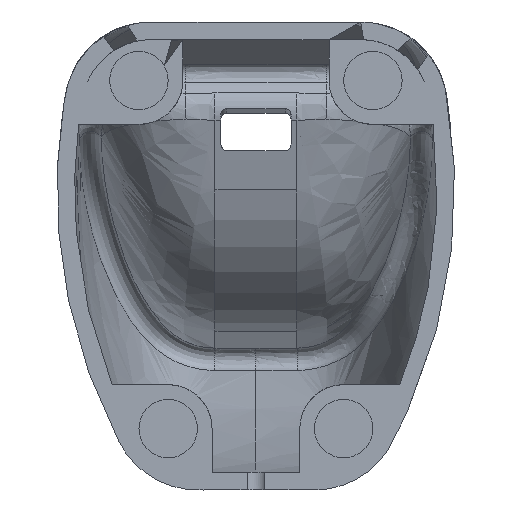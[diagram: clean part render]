
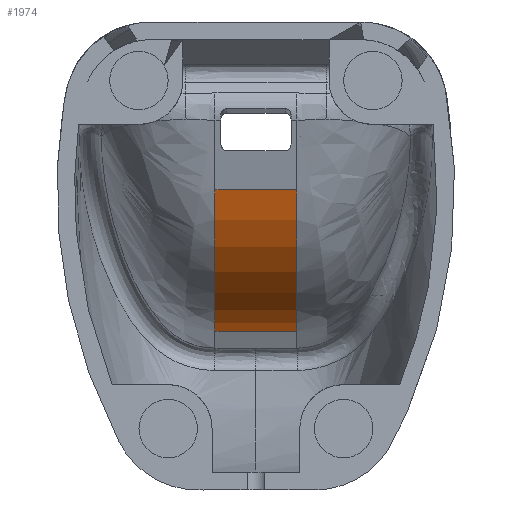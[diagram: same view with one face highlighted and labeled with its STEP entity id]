
A CAD part, front view. The second image highlights one B-rep face of the part: STEP entity #1974.
In plain terms, the highlighted cylindrical face has radius 33.25 mm (diameter 66.5 mm), a partial arc.
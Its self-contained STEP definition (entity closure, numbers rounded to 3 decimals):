
#59=CYLINDRICAL_SURFACE('',#2110,33.25);
#71=LINE('',#4893,#135);
#96=LINE('',#6511,#160);
#135=VECTOR('',#2162,10.);
#160=VECTOR('',#2227,10.);
#312=FACE_OUTER_BOUND('',#427,.T.);
#427=EDGE_LOOP('',(#1710,#1711,#1712,#1713));
#456=CIRCLE('',#2005,33.25);
#457=CIRCLE('',#2007,33.25);
#738=VERTEX_POINT('',#4823);
#739=VERTEX_POINT('',#4825);
#744=VERTEX_POINT('',#4891);
#750=VERTEX_POINT('',#5392);
#953=EDGE_CURVE('',#739,#738,#456,.T.);
#960=EDGE_CURVE('',#744,#738,#71,.T.);
#968=EDGE_CURVE('',#750,#744,#457,.T.);
#1021=EDGE_CURVE('',#750,#739,#96,.T.);
#1710=ORIENTED_EDGE('',*,*,#960,.F.);
#1711=ORIENTED_EDGE('',*,*,#968,.F.);
#1712=ORIENTED_EDGE('',*,*,#1021,.T.);
#1713=ORIENTED_EDGE('',*,*,#953,.T.);
#1974=ADVANCED_FACE('',(#312),#59,.T.);
#2005=AXIS2_PLACEMENT_3D('',#4826,#2156,#2157);
#2007=AXIS2_PLACEMENT_3D('',#5394,#2164,#2165);
#2110=AXIS2_PLACEMENT_3D('',#15870,#2420,#2421);
#2156=DIRECTION('center_axis',(1.,0.,0.));
#2157=DIRECTION('ref_axis',(0.,-0.966,-0.259));
#2162=DIRECTION('',(-1.,0.,0.));
#2164=DIRECTION('center_axis',(1.,0.,0.));
#2165=DIRECTION('ref_axis',(0.,-0.966,-0.259));
#2227=DIRECTION('',(-1.,0.,0.));
#2420=DIRECTION('center_axis',(1.,0.,0.));
#2421=DIRECTION('ref_axis',(0.,-0.966,-0.259));
#4823=CARTESIAN_POINT('',(-7.,57.31,-22.845));
#4825=CARTESIAN_POINT('',(-7.,30.967,1.294));
#4826=CARTESIAN_POINT('Origin',(-7.,63.084,9.899));
#4891=CARTESIAN_POINT('',(7.,57.31,-22.845));
#4893=CARTESIAN_POINT('',(0.,57.31,-22.845));
#5392=CARTESIAN_POINT('',(7.,30.967,1.294));
#5394=CARTESIAN_POINT('Origin',(7.,63.084,9.899));
#6511=CARTESIAN_POINT('',(0.,30.967,1.294));
#15870=CARTESIAN_POINT('Origin',(0.,63.084,
9.899));
